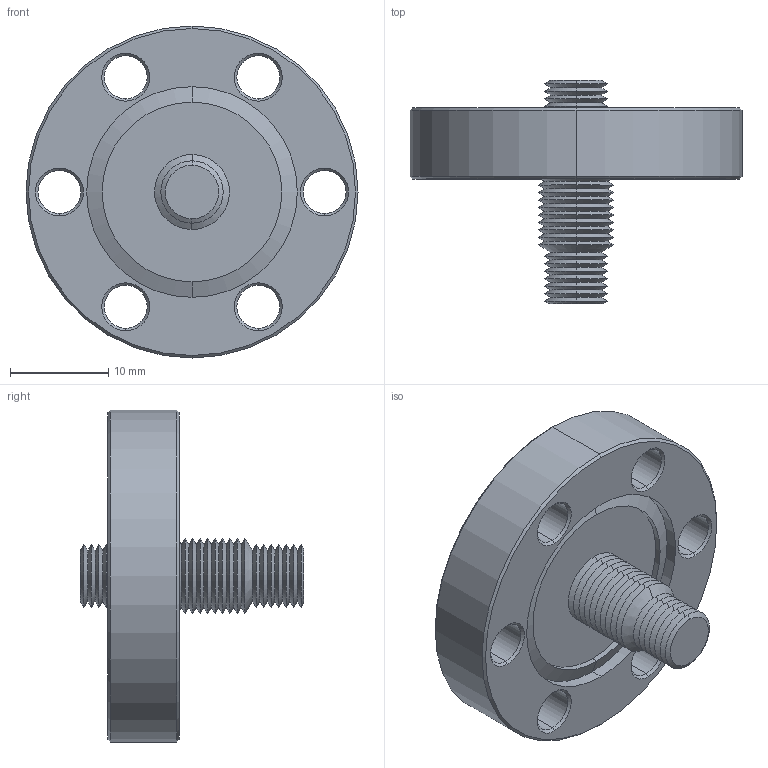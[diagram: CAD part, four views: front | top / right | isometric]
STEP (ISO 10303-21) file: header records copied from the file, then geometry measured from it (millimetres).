
FILE_DESCRIPTION (( 'STEP AP203' ), '1' );
FILE_NAME ('A8882-1-CF.STEP', '2019-07-22T19:40:14', ( '' ), ( '' ), 'SwSTEP 2.0', 'SolidWorks 2019', '' );
FILE_SCHEMA (( 'CONFIG_CONTROL_DESIGN' ));
Length unit declared in the file: inch
Products named in the file (1): A8882-1-CF
Bounding box: 33.78 x 22.75 x 33.78 mm (x, y, z)
Volume: 5716.1 mm3; surface area: 3836.1 mm2
Topology: 1 solids, 1 shells, 154 faces, 318 edges, 170 vertices
Faces by surface type: cone 128, cylinder 20, plane 6
Entity records: 4087 total; most frequent: DIRECTION 798, CARTESIAN_POINT 643, ORIENTED_EDGE 636, AXIS2_PLACEMENT_3D 325, EDGE_CURVE 318, CIRCLE 170, EDGE_LOOP 170, VERTEX_POINT 170
